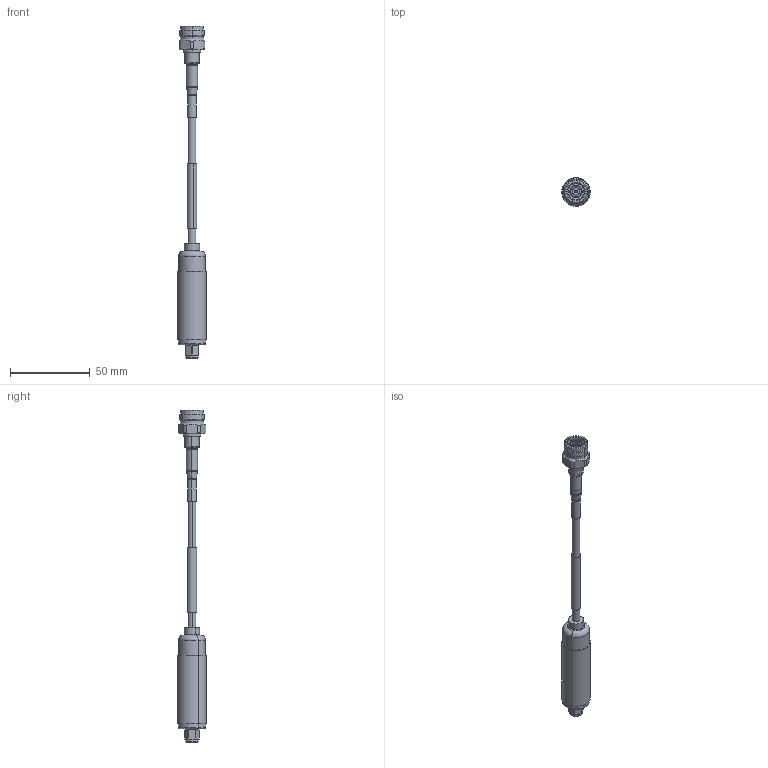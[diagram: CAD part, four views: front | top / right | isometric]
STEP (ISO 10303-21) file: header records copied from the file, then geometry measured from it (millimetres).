
FILE_DESCRIPTION (( 'STEP AP214' ), '1' );
FILE_NAME ('FMCA1080-WP_3D.step', '2024-11-14T23:29:44', ( '' ), ( '' ), 'SwSTEP 2.0', 'SolidWorks 2022', '' );
FILE_SCHEMA (( 'AUTOMOTIVE_DESIGN' ));
Length unit declared in the file: inch
Products named in the file (14): TC-195-TM-X_c-contact; TC-195-TM-X; TC-195-SM-SS-X; TC-195-TM-X_ferrule; FMCA1080-WP_3D; CA-195_HEATSHRINK_4; PECB008; LMR-195_WITHOUT LABEL; 1AW01-003_.230 ID X 1" long; TC-195-TM-X_insulator; TC-195-SM-SS-X_body; TC-195-SM-SS-X_c-contact; TC-195-SM-SS-X_ferrule; TC-195-TM-X_body
Assembly tree (13 placements, depth 3):
  FMCA1080-WP_3D
    1AW01-003_.230 ID X 1" long
    LMR-195_WITHOUT LABEL
    TC-195-SM-SS-X
      TC-195-SM-SS-X_body
      TC-195-SM-SS-X_c-contact
      TC-195-SM-SS-X_ferrule
    TC-195-TM-X
      TC-195-TM-X_body
      TC-195-TM-X_c-contact
      TC-195-TM-X_insulator
      TC-195-TM-X_ferrule
    CA-195_HEATSHRINK_4
    PECB008
Bounding box: 17.95 x 17.95 x 208.47 mm (x, y, z)
Volume: 20940 mm3; surface area: 14764 mm2
Topology: 11 solids, 11 shells, 387 faces, 808 edges, 478 vertices
Faces by surface type: cylinder 156, cone 133, plane 74, torus 22, sphere 2
Entity records: 11595 total; most frequent: DIRECTION 2037, CARTESIAN_POINT 2013, ORIENTED_EDGE 1608, AXIS2_PLACEMENT_3D 866, EDGE_CURVE 804, VERTEX_POINT 478, CIRCLE 461, EDGE_LOOP 442
